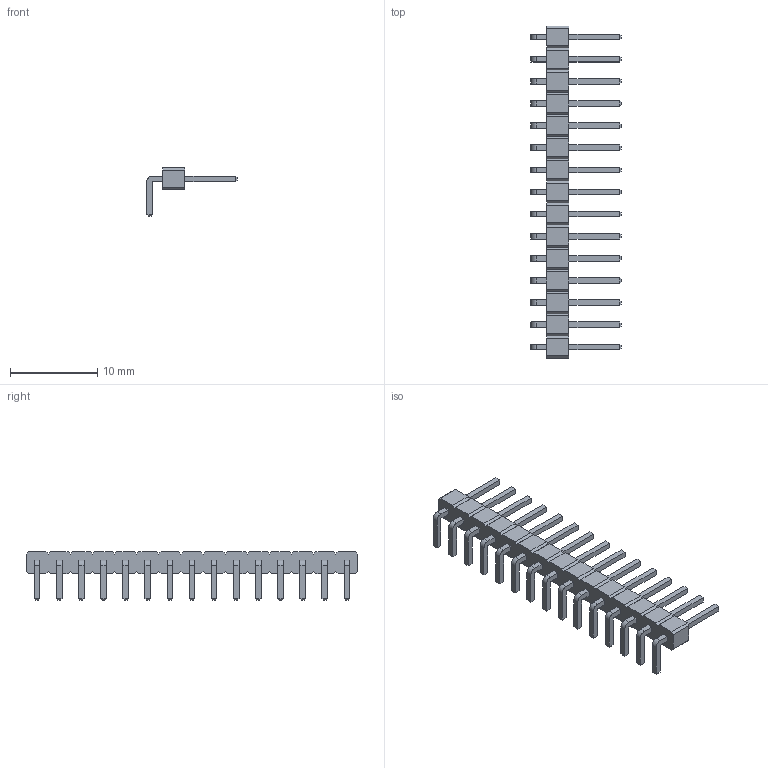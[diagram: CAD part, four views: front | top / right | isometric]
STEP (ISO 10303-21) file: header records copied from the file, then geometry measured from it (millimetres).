
FILE_DESCRIPTION(/* description */ ('model of PinHeader_1x15_P2.54mm_Horizontal'),/* implementation_level */ '2;1');
FILE_NAME(/* name */ 'PinHeader_1x15_P2.54mm_Horizontal.step',/* time_stamp */ '2017-12-02T02:46:59',/* author */ ('kicad StepUp','ksu'),/* organization */ ('FreeCAD'),/* preprocessor_version */ 'OCC',/* originating_system */ 'kicad StepUp',/* authorisation */ '');
FILE_SCHEMA(('AUTOMOTIVE_DESIGN_CC2 { 1 2 10303 214 -1 1 5 4 }'));
Length unit declared in the file: millimetre
Products named in the file (1): PinHeader_1x15_P254mm_Horizontal
Bounding box: 10.36 x 38.1 x 5.54 mm (x, y, z)
Volume: 311.5 mm3; surface area: 847.8 mm2
Topology: 1 solids, 1 shells, 409 faces, 1011 edges, 634 vertices
Faces by surface type: plane 394, cylinder 15
Entity records: 14591 total; most frequent: CARTESIAN_POINT 2055, ORIENTED_EDGE 2022, DIRECTION 1861, EDGE_CURVE 1011, LINE 981, VECTOR 981, VERTEX_POINT 634, AXIS2_PLACEMENT_3D 440
